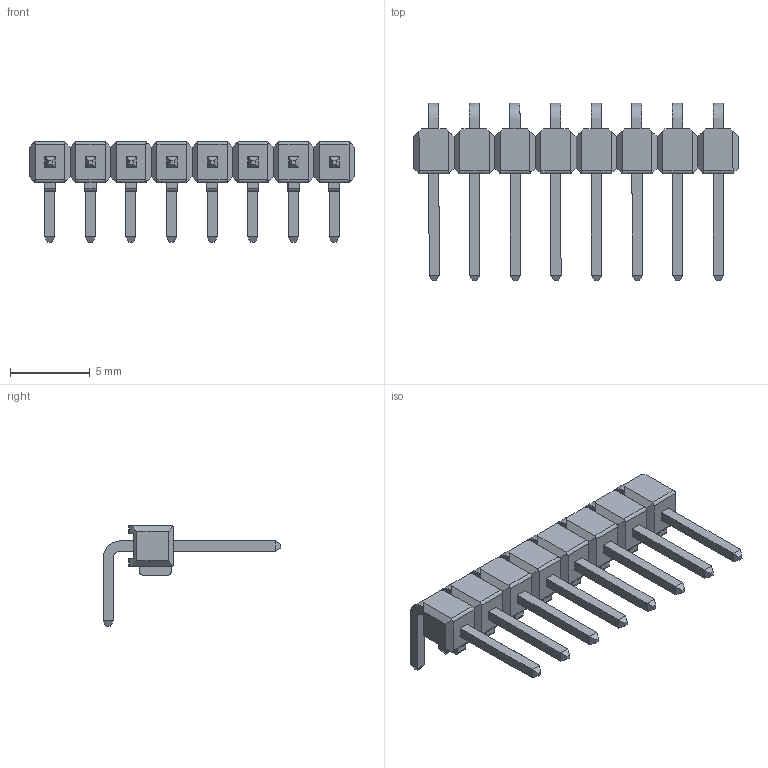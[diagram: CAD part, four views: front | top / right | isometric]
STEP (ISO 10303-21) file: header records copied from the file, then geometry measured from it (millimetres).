
FILE_DESCRIPTION(/* description */ (''),/* implementation_level */ '2;1');
FILE_NAME(/* name */ 'PI8C03~1',/* time_stamp */ '2014-06-21T13:47:22+02:00',/* author */ (''),/* organization */ (''),/* preprocessor_version */ 'ST-DEVELOPER v14',/* originating_system */ '',/* authorisation */ '');
FILE_SCHEMA (('AUTOMOTIVE_DESIGN'));
Length unit declared in the file: millimetre
Products named in the file (1): Document
Bounding box: 20.33 x 11.11 x 6.29 mm (x, y, z)
Volume: 164.1 mm3; surface area: 664.9 mm2
Topology: 15 solids, 29 shells, 360 faces, 939 edges, 625 vertices
Faces by surface type: plane 312, bspline 48
Entity records: 21714 total; most frequent: CARTESIAN_POINT 8907, B_SPLINE_CURVE_WITH_KNOTS 2467, ORIENTED_EDGE 1808, PCURVE 1808, DEFINITIONAL_REPRESENTATION 1808, SURFACE_CURVE 932, EDGE_CURVE 932, VERTEX_POINT 616
